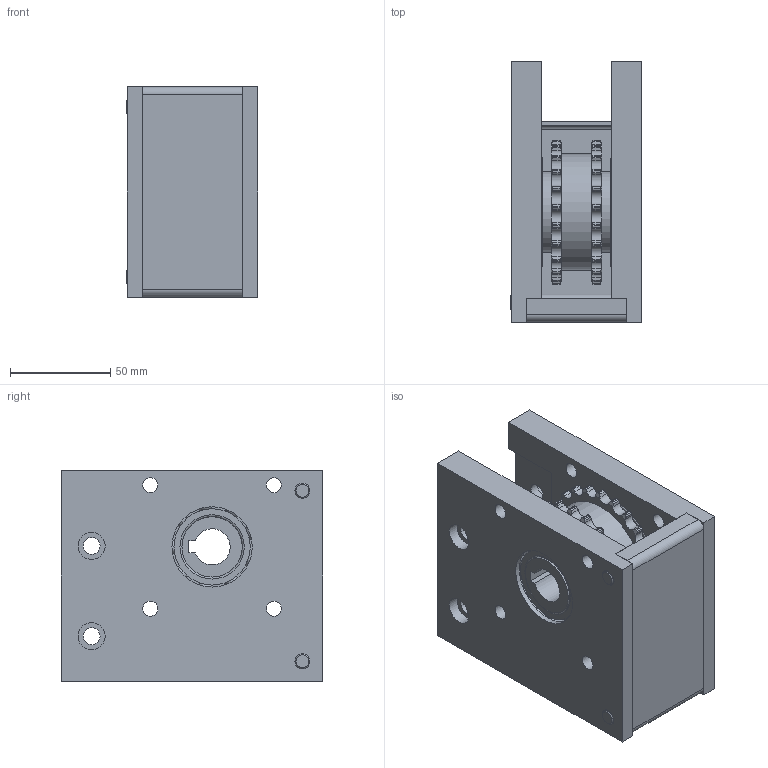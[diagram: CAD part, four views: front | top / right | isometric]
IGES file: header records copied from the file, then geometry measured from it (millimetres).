
Global section: file name: 939911.stp.ipt; native system: Autodesk Inventor 2014; preprocessor: unknown; author: zeman; date: 20151020.100443; units: millimetre
Bounding box: 65.5 x 130 x 105 mm (x, y, z)
Volume: 443094.8 mm3; surface area: 142451.1 mm2
Topology: 8 solids, 8 shells, 583 faces, 1803 edges, 1220 vertices
Faces by surface type: plane 271, revolution 130, cone 94, cylinder 68, sphere 18, bspline 2
Full cylindrical faces by diameter (mm): 8 x2, 13 x2, 30 x2, 38 x4, 40 x2, 55 x2, 58 x1
